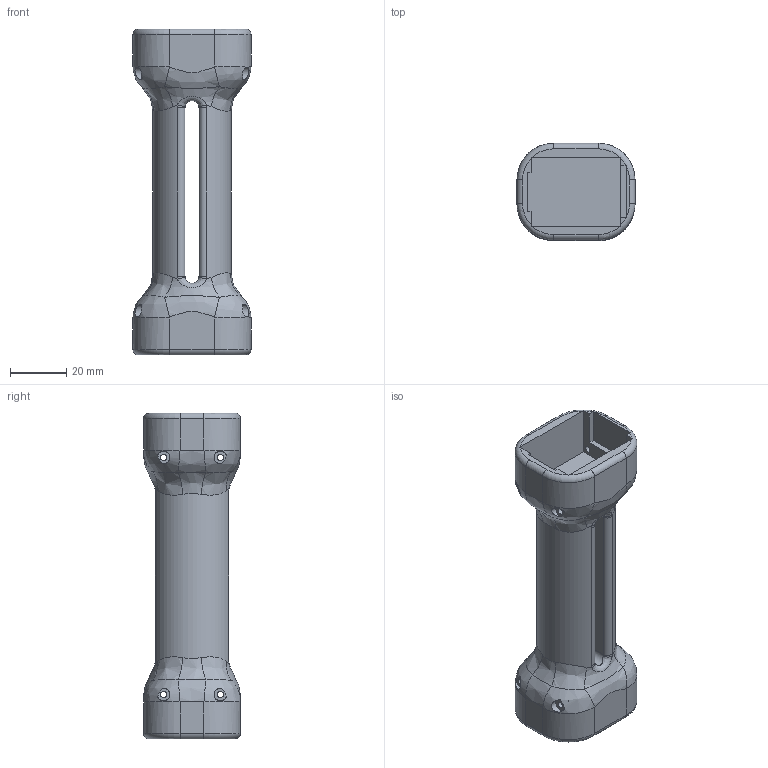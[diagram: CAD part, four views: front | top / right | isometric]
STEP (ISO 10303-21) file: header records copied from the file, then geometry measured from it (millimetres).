
FILE_DESCRIPTION(/* description */ ('','CAx-IF Rec.Pracs.---Representation and Presentation of Product Manufacturing Information (PMI)---4.0---2014-10-13'),/* implementation_level */ '2;1');
FILE_NAME(/* name */ 'Swift_leg_second_segment.step',/* time_stamp */ '2025-01-22T18:38:50-05:00',/* author */ (''),/* organization */ (''),/* preprocessor_version */ 'ST-DEVELOPER v20',/* originating_system */ 'Autodesk Translation Framework v13.20.0.188',/* authorisation */ '');
FILE_SCHEMA (('AP242_MANAGED_MODEL_BASED_3D_ENGINEERING_MIM_LF { 1 0 10303 442 1 1 4 }'));
Length unit declared in the file: millimetre
Products named in the file (1): Swift
Bounding box: 42 x 34.5 x 116 mm (x, y, z)
Volume: 60338.8 mm3; surface area: 21839.8 mm2
Topology: 1 solids, 1 shells, 148 faces, 356 edges, 216 vertices
Faces by surface type: plane 56, bspline 44, cylinder 40, torus 8
Full cylindrical faces by diameter (mm): 2.2 x8
Entity records: 6349 total; most frequent: CARTESIAN_POINT 3121, ORIENTED_EDGE 712, DIRECTION 566, EDGE_CURVE 356, AXIS2_PLACEMENT_3D 221, VERTEX_POINT 216, EDGE_LOOP 172, FACE_OUTER_BOUND 148
